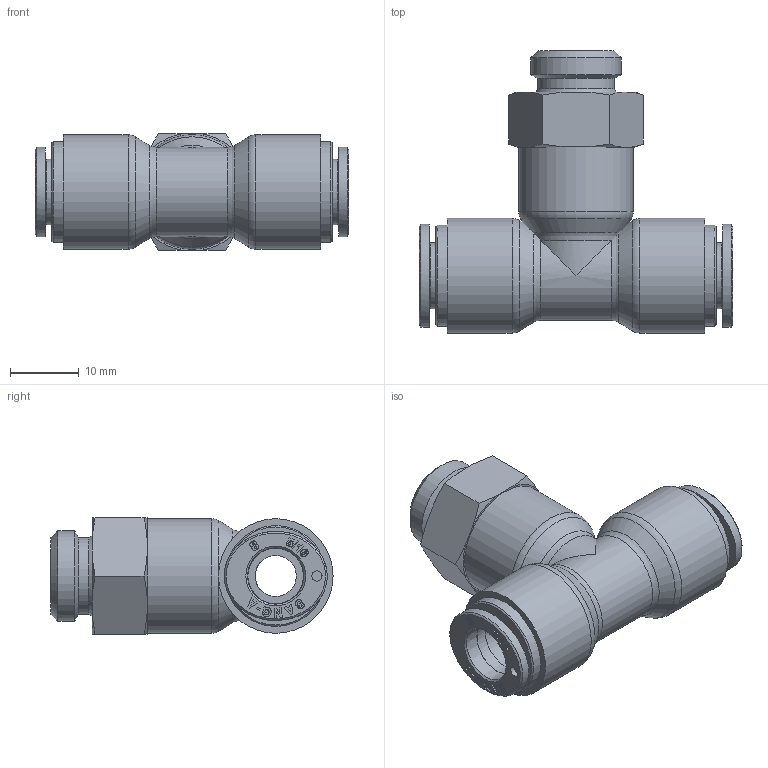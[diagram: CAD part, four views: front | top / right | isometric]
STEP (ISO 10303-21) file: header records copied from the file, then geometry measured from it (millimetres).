
FILE_DESCRIPTION((''),'2;1');
FILE_NAME('CR-PT 08G02.stp','2020-08-25T14:16:34',('user'),(''),'Autodesk Inventor 2013','Autodesk Inventor 2013','');
FILE_SCHEMA(('AUTOMOTIVE_DESIGN { 1 0 10303 214 1 1 1 1 }'));
Length unit declared in the file: millimetre
Products named in the file (6): 조립품10; CR-COLLAR 08; HR-Collar 08L(SUS); CR-SLEEVE 08; CR-PUT 08 BODY; HR-PL BODY 08G02
Assembly tree (6 placements, depth 3):
  조립품10
    CR-COLLAR 08  x2
      HR-Collar 08L(SUS)
      CR-SLEEVE 08
    CR-PUT 08 BODY
    HR-PL BODY 08G02
Bounding box: 45.7 x 41.1 x 17 mm (x, y, z)
Volume: 10118.9 mm3; surface area: 7145.4 mm2
Topology: 6 solids, 6 shells, 803 faces, 2235 edges, 1484 vertices
Faces by surface type: plane 694, bspline 40, cylinder 34, cone 28, torus 7
Full cylindrical faces by diameter (mm): 1.5 x2, 6 x2, 6.4 x1, 8.2 x5, 9.6 x2, 11.2 x1, 13.157 x1, 14.7 x2, 16.7 x3
Entity records: 13757 total; most frequent: CARTESIAN_POINT 2841, ORIENTED_EDGE 2286, DIRECTION 2075, EDGE_CURVE 1143, VECTOR 993, LINE 993, VERTEX_POINT 775, AXIS2_PLACEMENT_3D 541
